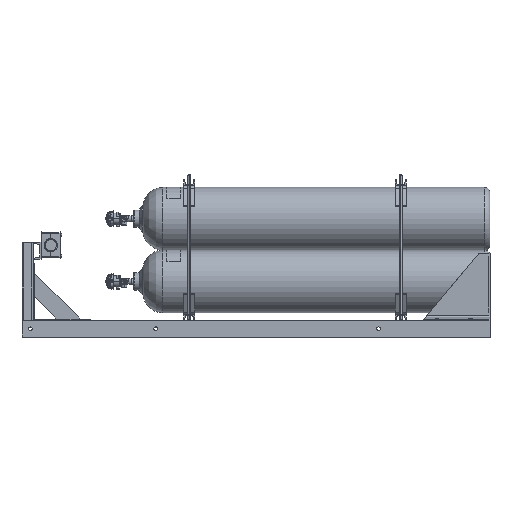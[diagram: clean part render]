
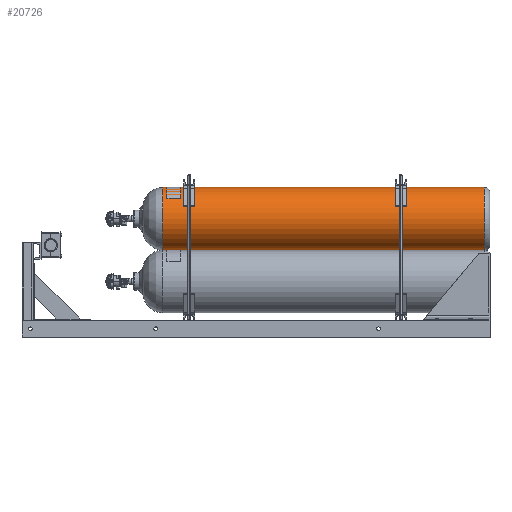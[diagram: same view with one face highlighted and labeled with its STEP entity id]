
A CAD part, left-side view. The second image highlights one B-rep face of the part: STEP entity #20726.
In plain terms, the highlighted cylindrical face has radius 142.85 mm (diameter 285.7 mm), a partial arc.
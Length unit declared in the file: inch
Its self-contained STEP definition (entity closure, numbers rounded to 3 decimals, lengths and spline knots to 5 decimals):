
#1013 = VECTOR ( 'NONE', #30906, 39.37008 ) ;
#2010 = ORIENTED_EDGE ( 'NONE', *, *, #18886, .T. ) ;
#2087 = ORIENTED_EDGE ( 'NONE', *, *, #27158, .F. ) ;
#2935 = CARTESIAN_POINT ( 'NONE',  ( 0., -5.29832, 5.62402 ) ) ;
#3990 = EDGE_CURVE ( 'NONE', #10499, #44544, #31370, .T. ) ;
#4388 = ORIENTED_EDGE ( 'NONE', *, *, #3990, .T. ) ;
#7066 = DIRECTION ( 'NONE',  ( 0., -1., 0. ) ) ;
#9450 = DIRECTION ( 'NONE',  ( 0., 0., -1. ) ) ;
#10499 = VERTEX_POINT ( 'NONE', #36857 ) ;
#11754 = CIRCLE ( 'NONE', #21994, 5.62402 ) ;
#16768 = VERTEX_POINT ( 'NONE', #2935 ) ;
#16921 = CIRCLE ( 'NONE', #27897, 5.62402 ) ;
#16933 = EDGE_LOOP ( 'NONE', ( #2087, #2010, #4388, #37814 ) ) ;
#17014 = DIRECTION ( 'NONE',  ( 0., -1., 0. ) ) ;
#17143 = CARTESIAN_POINT ( 'NONE',  ( 0., 0., -5.62402 ) ) ;
#18886 = EDGE_CURVE ( 'NONE', #16768, #10499, #11754, .T. ) ;
#19036 = DIRECTION ( 'NONE',  ( 0., -1., 0. ) ) ;
#19589 = EDGE_CURVE ( 'NONE', #42115, #44544, #16921, .T. ) ;
#20671 = CYLINDRICAL_SURFACE ( 'NONE', #31044, 5.62402 ) ;
#20726 = ADVANCED_FACE ( 'NONE', ( #41148 ), #20671, .T. ) ;
#21994 = AXIS2_PLACEMENT_3D ( 'NONE', #22245, #19036, #28916 ) ;
#22245 = CARTESIAN_POINT ( 'NONE',  ( 0., -5.29832, 0. ) ) ;
#25054 = VECTOR ( 'NONE', #35820, 39.37008 ) ;
#27158 = EDGE_CURVE ( 'NONE', #16768, #42115, #40162, .T. ) ;
#27897 = AXIS2_PLACEMENT_3D ( 'NONE', #31124, #7066, #45174 ) ;
#28916 = DIRECTION ( 'NONE',  ( 0., 0., -1. ) ) ;
#29554 = CARTESIAN_POINT ( 'NONE',  ( 0., 0., 5.62402 ) ) ;
#30906 = DIRECTION ( 'NONE',  ( 0., -1., 0. ) ) ;
#31044 = AXIS2_PLACEMENT_3D ( 'NONE', #34472, #17014, #9450 ) ;
#31124 = CARTESIAN_POINT ( 'NONE',  ( 0., -63., 0. ) ) ;
#31370 = LINE ( 'NONE', #17143, #1013 ) ;
#33762 = CARTESIAN_POINT ( 'NONE',  ( 0., -63., -5.62402 ) ) ;
#34365 = CARTESIAN_POINT ( 'NONE',  ( 0., -63., 5.62402 ) ) ;
#34472 = CARTESIAN_POINT ( 'NONE',  ( 0., 0., 0. ) ) ;
#35820 = DIRECTION ( 'NONE',  ( 0., -1., 0. ) ) ;
#36857 = CARTESIAN_POINT ( 'NONE',  ( 0., -5.29832, -5.62402 ) ) ;
#37814 = ORIENTED_EDGE ( 'NONE', *, *, #19589, .F. ) ;
#40162 = LINE ( 'NONE', #29554, #25054 ) ;
#41148 = FACE_OUTER_BOUND ( 'NONE', #16933, .T. ) ;
#42115 = VERTEX_POINT ( 'NONE', #34365 ) ;
#44544 = VERTEX_POINT ( 'NONE', #33762 ) ;
#45174 = DIRECTION ( 'NONE',  ( 0., 0., -1. ) ) ;
